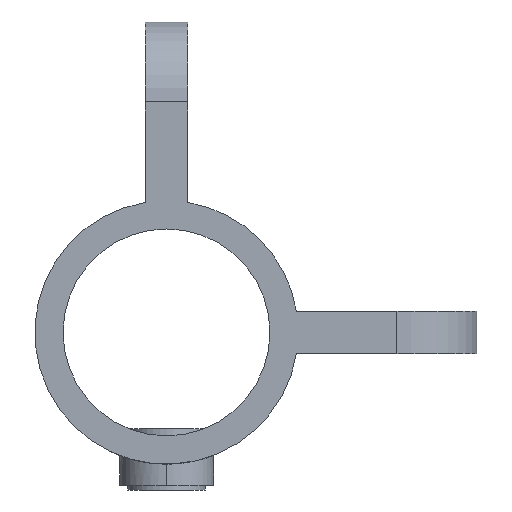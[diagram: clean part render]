
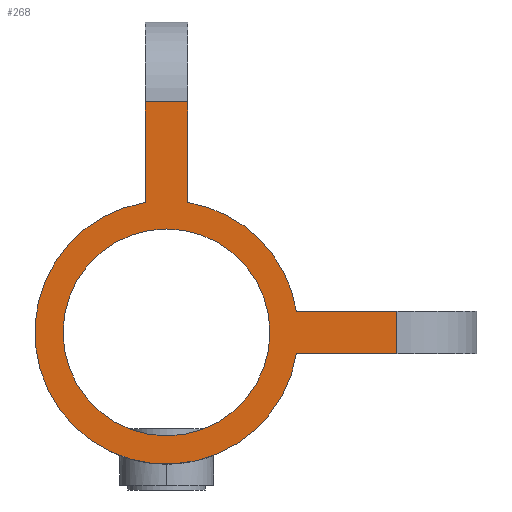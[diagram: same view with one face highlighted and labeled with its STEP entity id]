
A CAD part, left-side view. The second image highlights one B-rep face of the part: STEP entity #268.
In plain terms, the highlighted planar face has unit normal (-1, 0, 0).
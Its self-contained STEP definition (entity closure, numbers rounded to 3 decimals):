
#6 = CARTESIAN_POINT ( 'NONE',  ( -17., -27.636, 4.5 ) ) ;
#50 = CARTESIAN_POINT ( 'NONE',  ( -17., 0., 22. ) ) ;
#261 = VECTOR ( 'NONE', #752, 1000. ) ;
#264 = LINE ( 'NONE', #727, #261 ) ;
#266 = VERTEX_POINT ( 'NONE', #1334 ) ;
#268 = ADVANCED_FACE ( 'NONE', ( #577, #576 ), #1329, .F. ) ;
#270 = VECTOR ( 'NONE', #754, 1000. ) ;
#273 = VECTOR ( 'NONE', #769, 1000. ) ;
#279 = LINE ( 'NONE', #762, #273 ) ;
#282 = LINE ( 'NONE', #745, #270 ) ;
#292 = CIRCLE ( 'NONE', #397, 22. ) ;
#316 = LINE ( 'NONE', #1529, #318 ) ;
#318 = VECTOR ( 'NONE', #895, 1000. ) ;
#320 = CIRCLE ( 'NONE', #538, 28. ) ;
#323 = VECTOR ( 'NONE', #923, 1000. ) ;
#327 = LINE ( 'NONE', #939, #323 ) ;
#364 = VECTOR ( 'NONE', #1011, 1000. ) ;
#368 = LINE ( 'NONE', #1012, #364 ) ;
#397 = AXIS2_PLACEMENT_3D ( 'NONE', #780, #777, #776 ) ;
#516 = CIRCLE ( 'NONE', #854, 22. ) ;
#523 = CIRCLE ( 'NONE', #948, 28. ) ;
#538 = AXIS2_PLACEMENT_3D ( 'NONE', #877, #875, #873 ) ;
#576 = FACE_BOUND ( 'NONE', #702, .T. ) ;
#577 = FACE_OUTER_BOUND ( 'NONE', #1188, .T. ) ;
#638 = CARTESIAN_POINT ( 'NONE',  ( -17., -4.5, 49. ) ) ;
#702 = EDGE_LOOP ( 'NONE', ( #950, #966 ) ) ;
#727 = CARTESIAN_POINT ( 'NONE',  ( -17., -27.636, -4.5 ) ) ;
#729 = EDGE_CURVE ( 'NONE', #1210, #933, #523, .T. ) ;
#745 = CARTESIAN_POINT ( 'NONE',  ( -17., -27.636, 4.5 ) ) ;
#749 = EDGE_CURVE ( 'NONE', #1232, #266, #516, .T. ) ;
#752 = DIRECTION ( 'NONE',  ( 0., 1., 0. ) ) ;
#754 = DIRECTION ( 'NONE',  ( 0., -1., 0. ) ) ;
#762 = CARTESIAN_POINT ( 'NONE',  ( -17., 0., 49. ) ) ;
#767 = CARTESIAN_POINT ( 'NONE',  ( -17., 4.5, 49. ) ) ;
#769 = DIRECTION ( 'NONE',  ( 0., 1., 0. ) ) ;
#776 = DIRECTION ( 'NONE',  ( 0., 0., -1. ) ) ;
#777 = DIRECTION ( 'NONE',  ( 1., 0., 0. ) ) ;
#780 = CARTESIAN_POINT ( 'NONE',  ( -17., 0., 0. ) ) ;
#854 = AXIS2_PLACEMENT_3D ( 'NONE', #1207, #1205, #1203 ) ;
#873 = DIRECTION ( 'NONE',  ( 0., 0., -1. ) ) ;
#875 = DIRECTION ( 'NONE',  ( 1., 0., 0. ) ) ;
#877 = CARTESIAN_POINT ( 'NONE',  ( -17., 0., 0. ) ) ;
#895 = DIRECTION ( 'NONE',  ( 0., 0., 1. ) ) ;
#897 = ORIENTED_EDGE ( 'NONE', *, *, #1187, .F. ) ;
#899 = ORIENTED_EDGE ( 'NONE', *, *, #1442, .T. ) ;
#904 = ORIENTED_EDGE ( 'NONE', *, *, #1300, .F. ) ;
#910 = ORIENTED_EDGE ( 'NONE', *, *, #729, .F. ) ;
#915 = ORIENTED_EDGE ( 'NONE', *, *, #1476, .F. ) ;
#921 = ORIENTED_EDGE ( 'NONE', *, *, #1333, .T. ) ;
#923 = DIRECTION ( 'NONE',  ( 0., 0., 1. ) ) ;
#929 = ORIENTED_EDGE ( 'NONE', *, *, #1455, .F. ) ;
#933 = VERTEX_POINT ( 'NONE', #1150 ) ;
#939 = CARTESIAN_POINT ( 'NONE',  ( -17., 4.5, 27.636 ) ) ;
#943 = ORIENTED_EDGE ( 'NONE', *, *, #1328, .F. ) ;
#948 = AXIS2_PLACEMENT_3D ( 'NONE', #1240, #1238, #1235 ) ;
#950 = ORIENTED_EDGE ( 'NONE', *, *, #749, .T. ) ;
#966 = ORIENTED_EDGE ( 'NONE', *, *, #1417, .T. ) ;
#967 = CARTESIAN_POINT ( 'NONE',  ( -17., -49., -4.5 ) ) ;
#1011 = DIRECTION ( 'NONE',  ( 0., 0., -1. ) ) ;
#1012 = CARTESIAN_POINT ( 'NONE',  ( -17., -4.5, 27.636 ) ) ;
#1018 = CARTESIAN_POINT ( 'NONE',  ( -17., -27.636, -4.5 ) ) ;
#1038 = AXIS2_PLACEMENT_3D ( 'NONE', #1335, #1326, #1324 ) ;
#1061 = VERTEX_POINT ( 'NONE', #1092 ) ;
#1067 = VERTEX_POINT ( 'NONE', #1091 ) ;
#1091 = CARTESIAN_POINT ( 'NONE',  ( -17., -4.5, 27.636 ) ) ;
#1092 = CARTESIAN_POINT ( 'NONE',  ( -17., -49., 4.5 ) ) ;
#1150 = CARTESIAN_POINT ( 'NONE',  ( -17., 4.5, 27.636 ) ) ;
#1187 = EDGE_CURVE ( 'NONE', #1499, #1067, #368, .T. ) ;
#1188 = EDGE_LOOP ( 'NONE', ( #897, #899, #904, #910, #915, #921, #929, #943 ) ) ;
#1203 = DIRECTION ( 'NONE',  ( 0., 0., -1. ) ) ;
#1205 = DIRECTION ( 'NONE',  ( 1., 0., 0. ) ) ;
#1207 = CARTESIAN_POINT ( 'NONE',  ( -17., 0., 0. ) ) ;
#1210 = VERTEX_POINT ( 'NONE', #1018 ) ;
#1232 = VERTEX_POINT ( 'NONE', #50 ) ;
#1235 = DIRECTION ( 'NONE',  ( 0., 0., -1. ) ) ;
#1238 = DIRECTION ( 'NONE',  ( 1., 0., 0. ) ) ;
#1240 = CARTESIAN_POINT ( 'NONE',  ( -17., 0., 0. ) ) ;
#1244 = VERTEX_POINT ( 'NONE', #6 ) ;
#1296 = VERTEX_POINT ( 'NONE', #967 ) ;
#1300 = EDGE_CURVE ( 'NONE', #933, #1436, #327, .T. ) ;
#1324 = DIRECTION ( 'NONE',  ( 0., 0., -1. ) ) ;
#1326 = DIRECTION ( 'NONE',  ( 1., 0., 0. ) ) ;
#1328 = EDGE_CURVE ( 'NONE', #1067, #1244, #320, .T. ) ;
#1329 = PLANE ( 'NONE',  #1038 ) ;
#1333 = EDGE_CURVE ( 'NONE', #1296, #1061, #316, .T. ) ;
#1334 = CARTESIAN_POINT ( 'NONE',  ( -17., 0., -22. ) ) ;
#1335 = CARTESIAN_POINT ( 'NONE',  ( -17., 0., 0. ) ) ;
#1417 = EDGE_CURVE ( 'NONE', #266, #1232, #292, .T. ) ;
#1436 = VERTEX_POINT ( 'NONE', #767 ) ;
#1442 = EDGE_CURVE ( 'NONE', #1499, #1436, #279, .T. ) ;
#1455 = EDGE_CURVE ( 'NONE', #1244, #1061, #282, .T. ) ;
#1476 = EDGE_CURVE ( 'NONE', #1296, #1210, #264, .T. ) ;
#1499 = VERTEX_POINT ( 'NONE', #638 ) ;
#1529 = CARTESIAN_POINT ( 'NONE',  ( -17., -49., 0. ) ) ;
